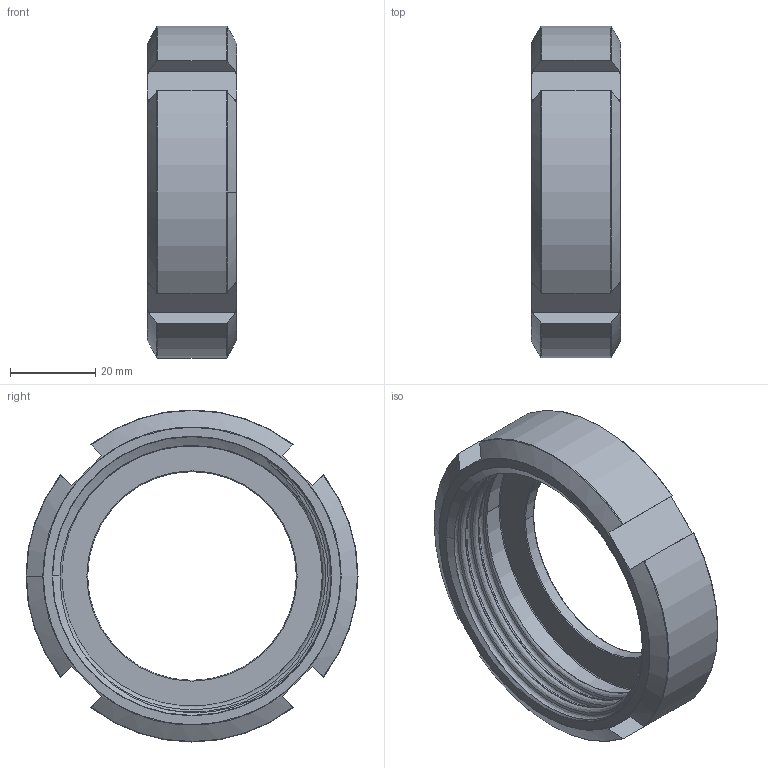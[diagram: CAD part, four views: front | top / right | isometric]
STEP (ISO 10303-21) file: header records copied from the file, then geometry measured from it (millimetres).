
FILE_DESCRIPTION (( 'STEP AP214' ), '1' );
FILE_NAME ('GL-210-040-x Nutmutter DIN11851 F40 heco.STEP', '2017-08-31T13:37:33', ( '' ), ( '' ), 'SwSTEP 2.0', 'SolidWorks 2016', '' );
FILE_SCHEMA (( 'AUTOMOTIVE_DESIGN' ));
Length unit declared in the file: millimetre
Products named in the file (1): GL-210-040-x Nutmutter DIN11851 F40 heco
Bounding box: 21 x 78 x 78 mm (x, y, z)
Volume: 31465.4 mm3; surface area: 16077.4 mm2
Topology: 1 solids, 1 shells, 246 faces, 648 edges, 427 vertices
Faces by surface type: plane 109, bspline 82, torus 26, cylinder 15, cone 14
Entity records: 16613 total; most frequent: CARTESIAN_POINT 9346, ORIENTED_EDGE 1296, DIRECTION 813, EDGE_CURVE 648, VERTEX_POINT 427, LINE 325, VECTOR 325, EDGE_LOOP 271
